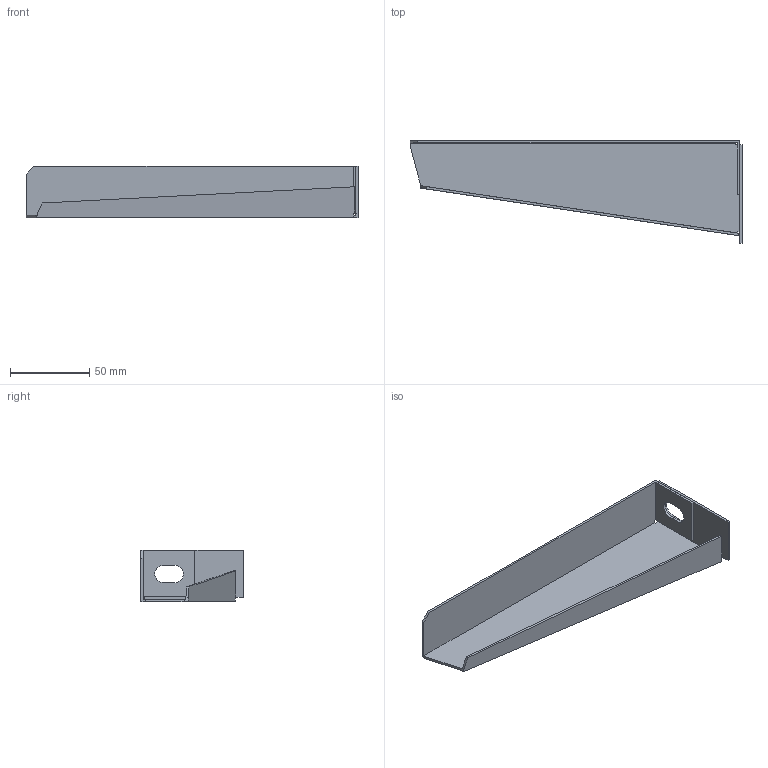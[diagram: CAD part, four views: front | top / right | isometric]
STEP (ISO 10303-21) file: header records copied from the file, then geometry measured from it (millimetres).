
FILE_DESCRIPTION((''),'2;1');
FILE_NAME('6424732','2012-08-17T',('AndreasKeweloh'),(''),'PRO/ENGINEER BY PARAMETRIC TECHNOLOGY CORPORATION, 2012130','PRO/ENGINEER BY PARAMETRIC TECHNOLOGY CORPORATION, 2012130','');
FILE_SCHEMA(('CONFIG_CONTROL_DESIGN'));
Length unit declared in the file: millimetre
Products named in the file (1): 6424732
Bounding box: 210.05 x 65 x 32.57 mm (x, y, z)
Volume: 31235.2 mm3; surface area: 42901.9 mm2
Topology: 1 solids, 1 shells, 37 faces, 105 edges, 70 vertices
Faces by surface type: plane 31, cylinder 4, bspline 2
Entity records: 1418 total; most frequent: CARTESIAN_POINT 419, ORIENTED_EDGE 210, DIRECTION 175, EDGE_CURVE 105, VECTOR 89, LINE 89, VERTEX_POINT 70, AXIS2_PLACEMENT_3D 43
